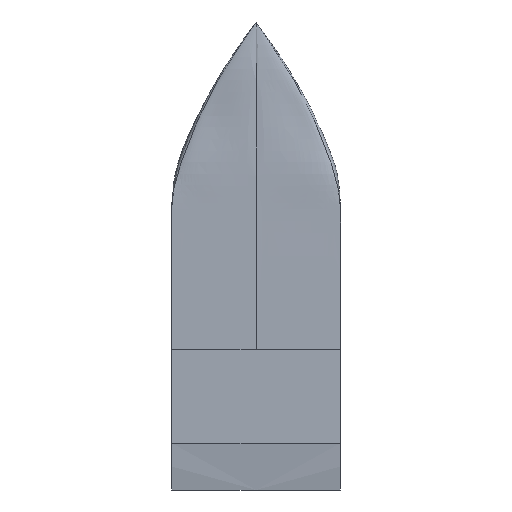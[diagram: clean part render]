
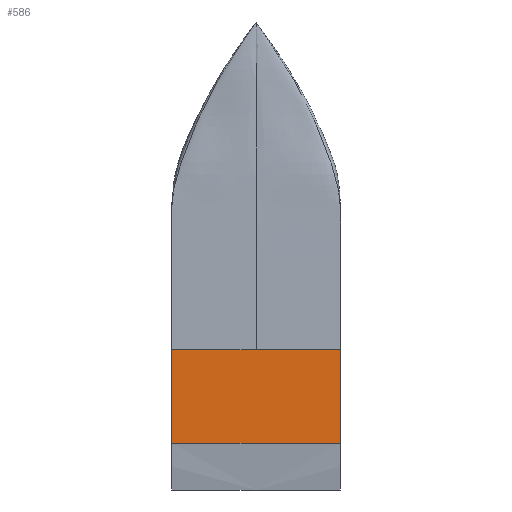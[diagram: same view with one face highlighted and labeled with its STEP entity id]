
A CAD part, top view. The second image highlights one B-rep face of the part: STEP entity #586.
In plain terms, the highlighted planar face has unit normal (0, 0, 1).
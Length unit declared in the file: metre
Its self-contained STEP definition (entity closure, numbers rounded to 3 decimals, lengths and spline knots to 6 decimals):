
#27=LINE('',#3755,#47);
#28=LINE('',#3768,#48);
#32=LINE('',#5737,#52);
#33=LINE('',#6438,#53);
#34=LINE('',#10220,#54);
#47=VECTOR('',#651,0.01);
#48=VECTOR('',#654,0.01);
#52=VECTOR('',#658,0.01);
#53=VECTOR('',#659,0.01);
#54=VECTOR('',#662,0.01);
#75=PLANE('',#614);
#109=FACE_OUTER_BOUND('',#143,.T.);
#143=EDGE_LOOP('',(#528,#529,#530,#531,#532));
#252=VERTEX_POINT('',#3731);
#253=VERTEX_POINT('',#3754);
#254=VERTEX_POINT('',#3767);
#257=VERTEX_POINT('',#4955);
#259=VERTEX_POINT('',#5701);
#332=EDGE_CURVE('',#253,#252,#27,.T.);
#334=EDGE_CURVE('',#253,#254,#28,.T.);
#343=EDGE_CURVE('',#259,#257,#32,.T.);
#344=EDGE_CURVE('',#254,#259,#33,.T.);
#352=EDGE_CURVE('',#252,#257,#34,.T.);
#528=ORIENTED_EDGE('',*,*,#332,.T.);
#529=ORIENTED_EDGE('',*,*,#352,.T.);
#530=ORIENTED_EDGE('',*,*,#343,.F.);
#531=ORIENTED_EDGE('',*,*,#344,.F.);
#532=ORIENTED_EDGE('',*,*,#334,.F.);
#586=ADVANCED_FACE('',(#109),#75,.T.);
#614=AXIS2_PLACEMENT_3D('',#10221,#663,#664);
#651=DIRECTION('',(1.,0.,0.));
#654=DIRECTION('',(0.,1.,0.));
#658=DIRECTION('',(1.,0.,0.));
#659=DIRECTION('',(1.,0.,0.));
#662=DIRECTION('',(0.,1.,0.));
#663=DIRECTION('center_axis',(0.,0.,1.));
#664=DIRECTION('ref_axis',(1.,0.,0.));
#3731=CARTESIAN_POINT('',(0.9,-4.5,0.55));
#3754=CARTESIAN_POINT('',(-0.9,-4.5,0.55));
#3755=CARTESIAN_POINT('',(-0.9,-4.5,0.55));
#3767=CARTESIAN_POINT('',(-0.9,-3.5,0.55));
#3768=CARTESIAN_POINT('',(-0.9,-5.,0.55));
#4955=CARTESIAN_POINT('',(0.9,-3.5,0.55));
#5701=CARTESIAN_POINT('',(0.,-3.5,0.55));
#5737=CARTESIAN_POINT('',(-0.9,-3.5,0.55));
#6438=CARTESIAN_POINT('',(-0.9,-3.5,0.55));
#10220=CARTESIAN_POINT('',(0.9,-5.,0.55));
#10221=CARTESIAN_POINT('Origin',(-0.9,-5.,0.55));
